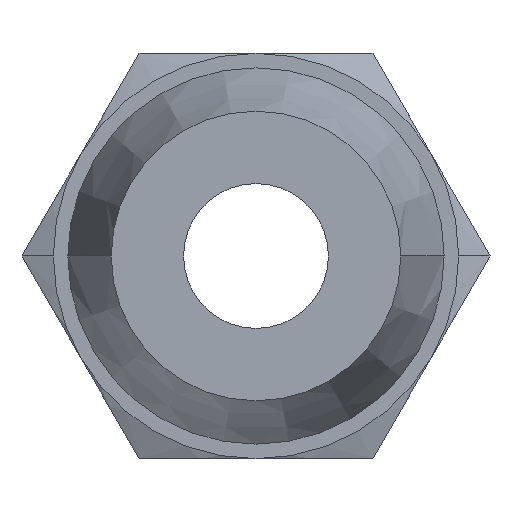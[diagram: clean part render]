
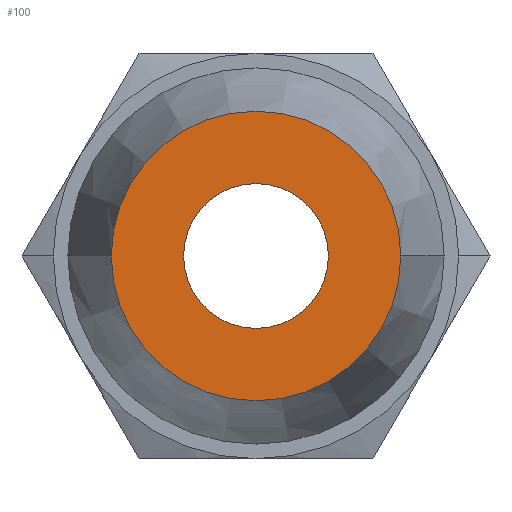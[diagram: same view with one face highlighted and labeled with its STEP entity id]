
A CAD part, front view. The second image highlights one B-rep face of the part: STEP entity #100.
In plain terms, the highlighted planar face has unit normal (0, -1, 0).
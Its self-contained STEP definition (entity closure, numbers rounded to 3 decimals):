
#100=ADVANCED_FACE('',(#217,#218),#219,.T.);
#217=FACE_BOUND('',#350,.T.);
#218=FACE_OUTER_BOUND('',#351,.T.);
#219=PLANE('',#352);
#350=EDGE_LOOP('',(#585,#586));
#351=EDGE_LOOP('',(#587,#588));
#352=AXIS2_PLACEMENT_3D('',#589,#590,#591);
#585=ORIENTED_EDGE('',*,*,#842,.T.);
#586=ORIENTED_EDGE('',*,*,#765,.T.);
#587=ORIENTED_EDGE('',*,*,#789,.F.);
#588=ORIENTED_EDGE('',*,*,#843,.F.);
#589=CARTESIAN_POINT('',(0.0,-6.5,0.));
#590=DIRECTION('',(-0.0,-1.0,0.));
#591=DIRECTION('',(-1.0,0.0,0.0));
#765=EDGE_CURVE('',#901,#902,#903,.T.);
#789=EDGE_CURVE('',#943,#944,#945,.T.);
#842=EDGE_CURVE('',#902,#901,#1016,.T.);
#843=EDGE_CURVE('',#944,#943,#1017,.T.);
#901=VERTEX_POINT('',#1091);
#902=VERTEX_POINT('',#1092);
#903=CIRCLE('',#1093,1.25);
#943=VERTEX_POINT('',#1143);
#944=VERTEX_POINT('',#1144);
#945=CIRCLE('',#1145,2.5);
#1016=CIRCLE('',#1292,1.25);
#1017=CIRCLE('',#1293,2.5);
#1091=CARTESIAN_POINT('',(-1.25,-6.5,0.));
#1092=CARTESIAN_POINT('',(1.25,-6.5,0.));
#1093=AXIS2_PLACEMENT_3D('',#1338,#1339,#1340);
#1143=CARTESIAN_POINT('',(2.5,-6.5,0.));
#1144=CARTESIAN_POINT('',(-2.5,-6.5,0.));
#1145=AXIS2_PLACEMENT_3D('',#1375,#1376,#1377);
#1292=AXIS2_PLACEMENT_3D('',#1431,#1432,#1433);
#1293=AXIS2_PLACEMENT_3D('',#1434,#1435,#1436);
#1338=CARTESIAN_POINT('',(0.0,-6.5,0.));
#1339=DIRECTION('',(-0.0,1.0,0.));
#1340=DIRECTION('',(1.0,0.0,0.0));
#1375=CARTESIAN_POINT('',(0.0,-6.5,0.));
#1376=DIRECTION('',(-0.0,1.0,0.));
#1377=DIRECTION('',(1.0,0.0,0.0));
#1431=CARTESIAN_POINT('',(0.0,-6.5,0.));
#1432=DIRECTION('',(-0.0,1.0,0.));
#1433=DIRECTION('',(1.0,0.0,0.0));
#1434=CARTESIAN_POINT('',(0.0,-6.5,0.));
#1435=DIRECTION('',(-0.0,1.0,0.));
#1436=DIRECTION('',(1.0,0.0,0.0));
